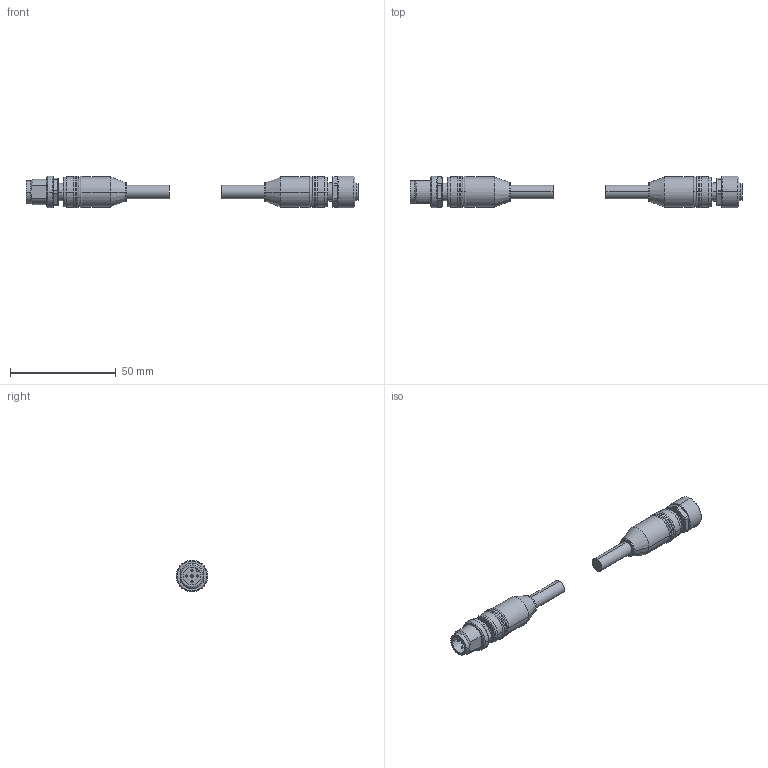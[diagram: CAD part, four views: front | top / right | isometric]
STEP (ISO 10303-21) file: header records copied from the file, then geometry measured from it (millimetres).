
FILE_DESCRIPTION (( 'STEP AP203' ), '1' );
FILE_NAME ('7000-40521-2420300.step', '2025-06-04T18:59:46', ( '' ), ( '' ), 'SwSTEP 2.0', 'SolidWorks 2024', '' );
FILE_SCHEMA (( 'CONFIG_CONTROL_DESIGN' ));
Length unit declared in the file: millimetre
Products named in the file (3): 7000-40521-2420300_MALE; 7000-40521-2420300; 7000-40521-2420300_FEMALE
Assembly tree (2 placements, depth 2):
  7000-40521-2420300
    7000-40521-2420300_MALE
    7000-40521-2420300_FEMALE
Bounding box: 156.7 x 15 x 15 mm (x, y, z)
Volume: 13209.5 mm3; surface area: 6539.4 mm2
Topology: 2 solids, 2 shells, 198 faces, 464 edges, 292 vertices
Faces by surface type: cylinder 77, plane 58, cone 33, torus 30
Entity records: 6044 total; most frequent: DIRECTION 1113, CARTESIAN_POINT 1019, ORIENTED_EDGE 928, AXIS2_PLACEMENT_3D 476, EDGE_CURVE 464, VERTEX_POINT 292, CIRCLE 273, EDGE_LOOP 220
